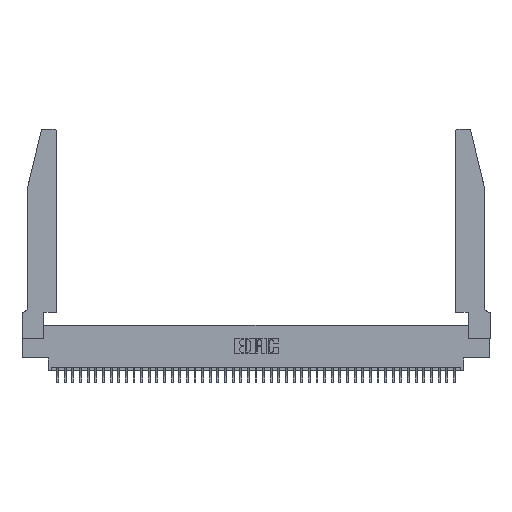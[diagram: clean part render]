
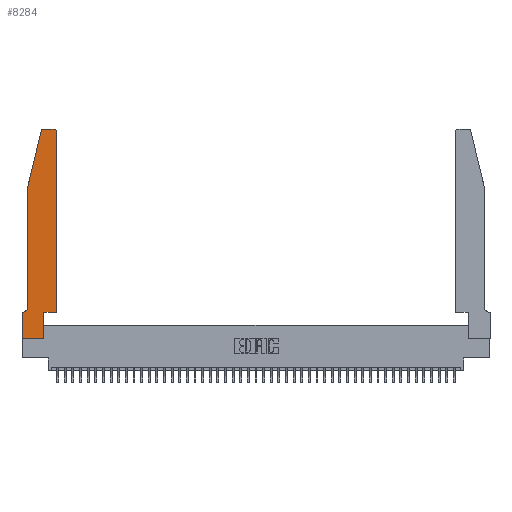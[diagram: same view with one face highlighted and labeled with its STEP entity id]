
A CAD part, top view. The second image highlights one B-rep face of the part: STEP entity #8284.
In plain terms, the highlighted planar face has unit normal (0, 0, 1).
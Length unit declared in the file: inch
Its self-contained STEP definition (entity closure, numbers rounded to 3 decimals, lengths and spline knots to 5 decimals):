
#143 = AXIS2_PLACEMENT_3D ( 'NONE', #5738, #40701, #9233 ) ;
#1259 = LINE ( 'NONE', #21125, #29675 ) ;
#1290 = CARTESIAN_POINT ( 'NONE',  ( 0.25487, 2.72718, 0.37 ) ) ;
#1451 = ORIENTED_EDGE ( 'NONE', *, *, #15705, .T. ) ;
#1618 = EDGE_CURVE ( 'NONE', #44213, #23037, #38837, .T. ) ;
#2044 = CARTESIAN_POINT ( 'NONE',  ( 0.0055, 0.42, 0.37 ) ) ;
#2400 = EDGE_CURVE ( 'NONE', #33893, #38235, #19039, .T. ) ;
#2547 = DIRECTION ( 'NONE',  ( 0., -1., 0. ) ) ;
#2582 = DIRECTION ( 'NONE',  ( 0., 0., 1. ) ) ;
#2590 = ORIENTED_EDGE ( 'NONE', *, *, #23436, .T. ) ;
#2963 = DIRECTION ( 'NONE',  ( 1., 0., 0. ) ) ;
#3053 = DIRECTION ( 'NONE',  ( 0., -1., 0. ) ) ;
#3346 = DIRECTION ( 'NONE',  ( 0., 0., 1. ) ) ;
#3676 = EDGE_CURVE ( 'NONE', #35424, #4312, #26057, .T. ) ;
#4312 = VERTEX_POINT ( 'NONE', #27729 ) ;
#4848 = VERTEX_POINT ( 'NONE', #21262 ) ;
#5220 = ORIENTED_EDGE ( 'NONE', *, *, #15692, .T. ) ;
#5738 = CARTESIAN_POINT ( 'NONE',  ( 0.284, 2.72, 0.37 ) ) ;
#6354 = LINE ( 'NONE', #17609, #23305 ) ;
#6471 = ORIENTED_EDGE ( 'NONE', *, *, #36967, .T. ) ;
#7924 = CARTESIAN_POINT ( 'NONE',  ( 0.284, 2.75, 0.37 ) ) ;
#8284 = ADVANCED_FACE ( 'NONE', ( #18569 ), #26079, .T. ) ;
#8915 = VERTEX_POINT ( 'NONE', #1290 ) ;
#9213 = CARTESIAN_POINT ( 'NONE',  ( 0.4505, 0.35, 0.37 ) ) ;
#9233 = DIRECTION ( 'NONE',  ( 1., 0., 0. ) ) ;
#9334 = DIRECTION ( 'NONE',  ( -1., 0., 0. ) ) ;
#9628 = VECTOR ( 'NONE', #28408, 39.37008 ) ;
#10605 = EDGE_CURVE ( 'NONE', #8915, #36863, #39327, .T. ) ;
#11187 = AXIS2_PLACEMENT_3D ( 'NONE', #2044, #44520, #9334 ) ;
#11393 = CIRCLE ( 'NONE', #143, 0.03 ) ;
#11569 = EDGE_CURVE ( 'NONE', #14336, #8915, #11393, .T. ) ;
#12628 = EDGE_CURVE ( 'NONE', #12750, #4848, #44787, .T. ) ;
#12750 = VERTEX_POINT ( 'NONE', #20667 ) ;
#13368 = ORIENTED_EDGE ( 'NONE', *, *, #14971, .T. ) ;
#14336 = VERTEX_POINT ( 'NONE', #7924 ) ;
#14971 = EDGE_CURVE ( 'NONE', #36863, #12750, #15582, .T. ) ;
#15408 = CARTESIAN_POINT ( 'NONE',  ( 0., 0.35, 0.37 ) ) ;
#15582 = LINE ( 'NONE', #20565, #42876 ) ;
#15692 = EDGE_CURVE ( 'NONE', #4312, #37965, #6354, .T. ) ;
#15705 = EDGE_CURVE ( 'NONE', #4848, #35424, #42405, .T. ) ;
#15905 = EDGE_CURVE ( 'NONE', #23037, #33893, #40740, .T. ) ;
#16694 = CARTESIAN_POINT ( 'NONE',  ( 0.0755, 0.35, 0.37 ) ) ;
#17094 = CARTESIAN_POINT ( 'NONE',  ( 0.4205, 2.75, 0.37 ) ) ;
#17609 = CARTESIAN_POINT ( 'NONE',  ( 0., 0., 0.37 ) ) ;
#17972 = DIRECTION ( 'NONE',  ( -0.239, -0.971, 0. ) ) ;
#18569 = FACE_OUTER_BOUND ( 'NONE', #34562, .T. ) ;
#19039 = CIRCLE ( 'NONE', #21801, 0.03 ) ;
#20149 = CARTESIAN_POINT ( 'NONE',  ( 0.2865, 0.35, 0.37 ) ) ;
#20565 = CARTESIAN_POINT ( 'NONE',  ( 0.0755, 2., 0.37 ) ) ;
#20667 = CARTESIAN_POINT ( 'NONE',  ( 0.0755, 0.42, 0.37 ) ) ;
#20868 = DIRECTION ( 'NONE',  ( 1., 0., 0. ) ) ;
#21125 = CARTESIAN_POINT ( 'NONE',  ( 0.2865, 0.35, 0.37 ) ) ;
#21262 = CARTESIAN_POINT ( 'NONE',  ( 0.0055, 0.35, 0.37 ) ) ;
#21492 = DIRECTION ( 'NONE',  ( -1., 0., 0. ) ) ;
#21801 = AXIS2_PLACEMENT_3D ( 'NONE', #45051, #3346, #20868 ) ;
#22134 = VECTOR ( 'NONE', #41559, 39.37008 ) ;
#22404 = ORIENTED_EDGE ( 'NONE', *, *, #11569, .T. ) ;
#23037 = VERTEX_POINT ( 'NONE', #9213 ) ;
#23305 = VECTOR ( 'NONE', #30692, 39.37008 ) ;
#23436 = EDGE_CURVE ( 'NONE', #38235, #14336, #29293, .T. ) ;
#23714 = CARTESIAN_POINT ( 'NONE',  ( 0.4505, 0.35, 0.37 ) ) ;
#23839 = VECTOR ( 'NONE', #21492, 39.37008 ) ;
#24649 = VECTOR ( 'NONE', #17972, 39.37008 ) ;
#25467 = CARTESIAN_POINT ( 'NONE',  ( 0.0755, 2., 0.37 ) ) ;
#25732 = ORIENTED_EDGE ( 'NONE', *, *, #2400, .T. ) ;
#26057 = LINE ( 'NONE', #34050, #31490 ) ;
#26079 = PLANE ( 'NONE',  #38375 ) ;
#26972 = DIRECTION ( 'NONE',  ( 1., 0., 0. ) ) ;
#27729 = CARTESIAN_POINT ( 'NONE',  ( 0., 0., 0.37 ) ) ;
#27948 = ORIENTED_EDGE ( 'NONE', *, *, #15905, .T. ) ;
#27987 = ORIENTED_EDGE ( 'NONE', *, *, #1618, .T. ) ;
#28408 = DIRECTION ( 'NONE',  ( -1., 0., 0. ) ) ;
#28546 = CARTESIAN_POINT ( 'NONE',  ( 0.2605, 2.75, 0.37 ) ) ;
#29293 = LINE ( 'NONE', #28546, #9628 ) ;
#29675 = VECTOR ( 'NONE', #41641, 39.37008 ) ;
#30692 = DIRECTION ( 'NONE',  ( 1., 0., 0. ) ) ;
#30997 = CARTESIAN_POINT ( 'NONE',  ( 0.4505, 2.72, 0.37 ) ) ;
#31490 = VECTOR ( 'NONE', #2547, 39.37008 ) ;
#33813 = ORIENTED_EDGE ( 'NONE', *, *, #3676, .T. ) ;
#33893 = VERTEX_POINT ( 'NONE', #30997 ) ;
#34050 = CARTESIAN_POINT ( 'NONE',  ( 0., 0., 0.37 ) ) ;
#34562 = EDGE_LOOP ( 'NONE', ( #2590, #22404, #44444, #13368, #42103, #1451, #33813, #5220, #6471, #27987, #27948, #25732 ) ) ;
#35424 = VERTEX_POINT ( 'NONE', #36487 ) ;
#36487 = CARTESIAN_POINT ( 'NONE',  ( 0., 0.35, 0.37 ) ) ;
#36863 = VERTEX_POINT ( 'NONE', #41332 ) ;
#36967 = EDGE_CURVE ( 'NONE', #37965, #44213, #1259, .T. ) ;
#37965 = VERTEX_POINT ( 'NONE', #40915 ) ;
#38235 = VERTEX_POINT ( 'NONE', #17094 ) ;
#38375 = AXIS2_PLACEMENT_3D ( 'NONE', #15408, #2582, #26972 ) ;
#38837 = LINE ( 'NONE', #23714, #43280 ) ;
#39327 = LINE ( 'NONE', #25467, #24649 ) ;
#40701 = DIRECTION ( 'NONE',  ( 0., 0., 1. ) ) ;
#40740 = LINE ( 'NONE', #43360, #22134 ) ;
#40915 = CARTESIAN_POINT ( 'NONE',  ( 0.2865, 0., 0.37 ) ) ;
#41332 = CARTESIAN_POINT ( 'NONE',  ( 0.0755, 2., 0.37 ) ) ;
#41559 = DIRECTION ( 'NONE',  ( 0., 1., 0. ) ) ;
#41641 = DIRECTION ( 'NONE',  ( 0., 1., 0. ) ) ;
#42103 = ORIENTED_EDGE ( 'NONE', *, *, #12628, .T. ) ;
#42405 = LINE ( 'NONE', #16694, #23839 ) ;
#42876 = VECTOR ( 'NONE', #3053, 39.37008 ) ;
#43280 = VECTOR ( 'NONE', #2963, 39.37008 ) ;
#43360 = CARTESIAN_POINT ( 'NONE',  ( 0.4505, 0.35, 0.37 ) ) ;
#44213 = VERTEX_POINT ( 'NONE', #20149 ) ;
#44444 = ORIENTED_EDGE ( 'NONE', *, *, #10605, .T. ) ;
#44520 = DIRECTION ( 'NONE',  ( 0., 0., -1. ) ) ;
#44787 = CIRCLE ( 'NONE', #11187, 0.07 ) ;
#45051 = CARTESIAN_POINT ( 'NONE',  ( 0.4205, 2.72, 0.37 ) ) ;
